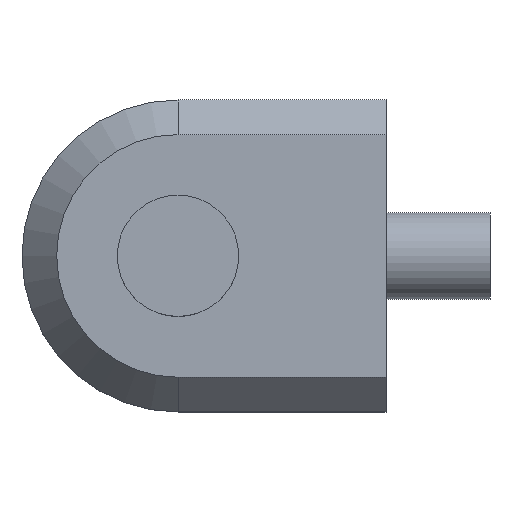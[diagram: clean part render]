
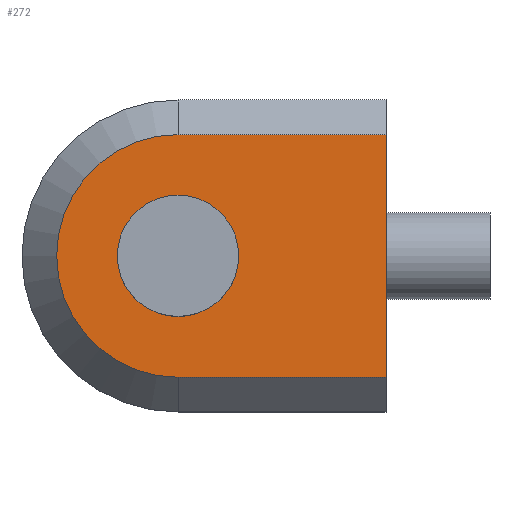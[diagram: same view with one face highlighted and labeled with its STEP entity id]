
A CAD part, top view. The second image highlights one B-rep face of the part: STEP entity #272.
In plain terms, the highlighted planar face has unit normal (0, 0, 1).
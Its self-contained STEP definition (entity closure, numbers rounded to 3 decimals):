
#15=FACE_BOUND('',#61,.T.);
#26=PLANE('',#316);
#42=FACE_OUTER_BOUND('',#60,.T.);
#60=EDGE_LOOP('',(#225,#226,#227,#228));
#61=EDGE_LOOP('',(#229));
#87=LINE('',#457,#112);
#90=LINE('',#465,#115);
#91=LINE('',#467,#116);
#112=VECTOR('',#372,10.);
#115=VECTOR('',#381,10.);
#116=VECTOR('',#384,10.);
#126=CIRCLE('',#314,7.);
#127=CIRCLE('',#317,3.5);
#144=VERTEX_POINT('',#451);
#146=VERTEX_POINT('',#455);
#147=VERTEX_POINT('',#459);
#148=VERTEX_POINT('',#463);
#149=VERTEX_POINT('',#468);
#174=EDGE_CURVE('',#146,#144,#87,.T.);
#176=EDGE_CURVE('',#147,#146,#126,.T.);
#178=EDGE_CURVE('',#148,#147,#90,.T.);
#179=EDGE_CURVE('',#148,#144,#91,.T.);
#180=EDGE_CURVE('',#149,#149,#127,.T.);
#225=ORIENTED_EDGE('',*,*,#174,.F.);
#226=ORIENTED_EDGE('',*,*,#176,.F.);
#227=ORIENTED_EDGE('',*,*,#178,.F.);
#228=ORIENTED_EDGE('',*,*,#179,.T.);
#229=ORIENTED_EDGE('',*,*,#180,.T.);
#272=ADVANCED_FACE('',(#42,#15),#26,.T.);
#314=AXIS2_PLACEMENT_3D('',#461,#376,#377);
#316=AXIS2_PLACEMENT_3D('',#466,#382,#383);
#317=AXIS2_PLACEMENT_3D('',#469,#385,#386);
#372=DIRECTION('',(1.,0.,0.));
#376=DIRECTION('center_axis',(0.,0.,-1.));
#377=DIRECTION('ref_axis',(-0.707,0.707,0.));
#381=DIRECTION('',(-1.,0.,0.));
#382=DIRECTION('center_axis',(0.,0.,1.));
#383=DIRECTION('ref_axis',(1.,0.,0.));
#384=DIRECTION('',(0.,1.,0.));
#385=DIRECTION('center_axis',(0.,0.,-1.));
#386=DIRECTION('ref_axis',(-1.,0.,0.));
#451=CARTESIAN_POINT('',(12.,7.,3.));
#455=CARTESIAN_POINT('',(0.,7.,3.));
#457=CARTESIAN_POINT('',(6.75,7.,3.));
#459=CARTESIAN_POINT('',(0.,-7.,3.));
#461=CARTESIAN_POINT('Origin',(0.,0.,3.));
#463=CARTESIAN_POINT('',(12.,-7.,3.));
#465=CARTESIAN_POINT('',(-3.75,-7.,3.));
#466=CARTESIAN_POINT('Origin',(1.5,0.,3.));
#467=CARTESIAN_POINT('',(12.,-9.,3.));
#468=CARTESIAN_POINT('',(-3.5,0.,3.));
#469=CARTESIAN_POINT('Origin',(0.,0.,3.));
